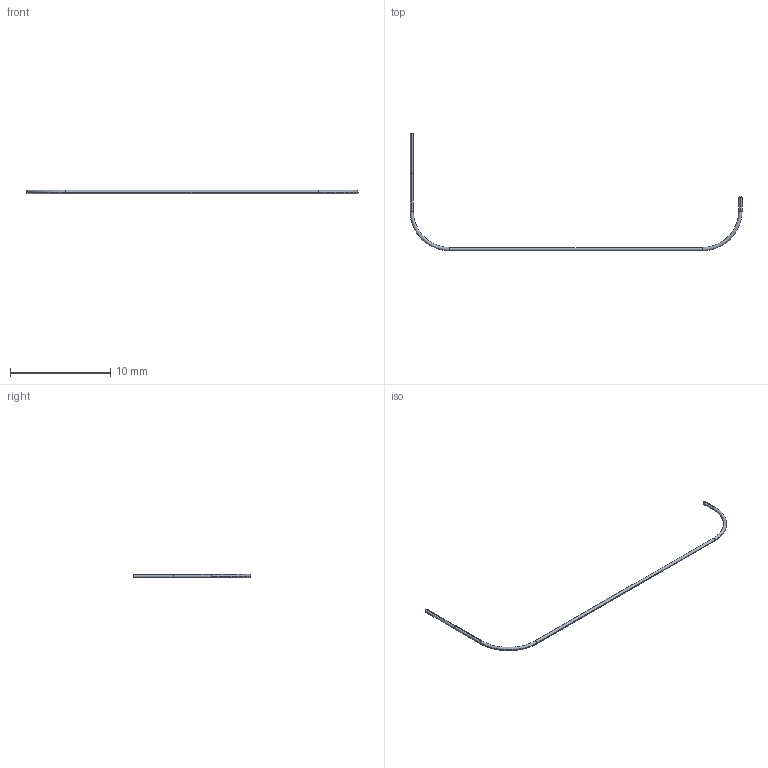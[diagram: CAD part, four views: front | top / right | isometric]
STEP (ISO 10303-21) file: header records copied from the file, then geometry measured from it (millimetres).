
FILE_DESCRIPTION (( 'STEP AP203' ), '1' );
FILE_NAME ('NNP-DWG-110-005-000 Antenna Wire.STEP', '2024-08-20T20:32:40', ( '' ), ( '' ), 'SwSTEP 2.0', 'SolidWorks 2024', '' );
FILE_SCHEMA (( 'CONFIG_CONTROL_DESIGN' ));
Length unit declared in the file: inch
Products named in the file (1): NNP-DWG-110-005-000 Antenna Wire
Bounding box: 33.2 x 11.76 x 0.33 mm (x, y, z)
Volume: 4 mm3; surface area: 48.3 mm2
Topology: 1 solids, 1 shells, 14 faces, 33 edges, 20 vertices
Faces by surface type: cylinder 8, torus 4, plane 1, sphere 1
Entity records: 467 total; most frequent: DIRECTION 82, CARTESIAN_POINT 63, ORIENTED_EDGE 60, AXIS2_PLACEMENT_3D 37, EDGE_CURVE 30, CIRCLE 22, VERTEX_POINT 18, ADVANCED_FACE 14
